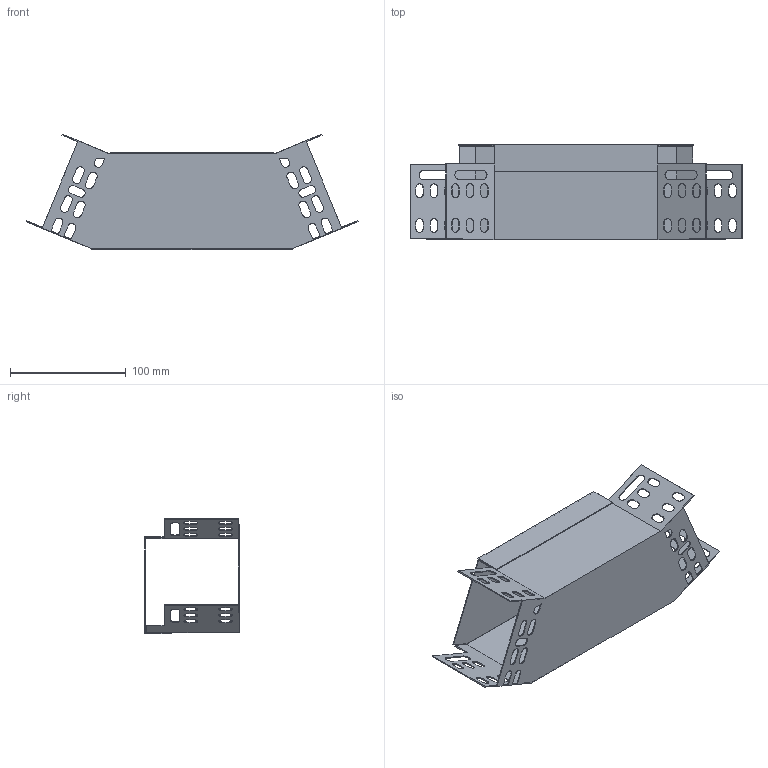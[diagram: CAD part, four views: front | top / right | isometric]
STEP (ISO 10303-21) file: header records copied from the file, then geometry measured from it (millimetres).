
FILE_DESCRIPTION (( 'STEP AP203' ), '1' );
FILE_NAME ('CLP3P-080-080 Ïîâîðîò íà 45 ãð. 80õ80.STEP', '2016-03-09T11:03:41', ( '' ), ( '' ), 'SwSTEP 2.0', 'SolidWorks 2014', '' );
FILE_SCHEMA (( 'CONFIG_CONTROL_DESIGN' ));
Length unit declared in the file: millimetre
Products named in the file (1): CLP3P-080-080 Ïîâîðîò íà 45 ãð. 80õ80
Bounding box: 286.35 x 81.8 x 99.63 mm (x, y, z)
Volume: 60265.1 mm3; surface area: 153297.4 mm2
Topology: 2 solids, 2 shells, 234 faces, 684 edges, 454 vertices
Faces by surface type: plane 144, cylinder 90
Entity records: 8011 total; most frequent: CARTESIAN_POINT 1373, ORIENTED_EDGE 1368, DIRECTION 1334, EDGE_CURVE 684, LINE 504, VECTOR 504, VERTEX_POINT 454, AXIS2_PLACEMENT_3D 415
